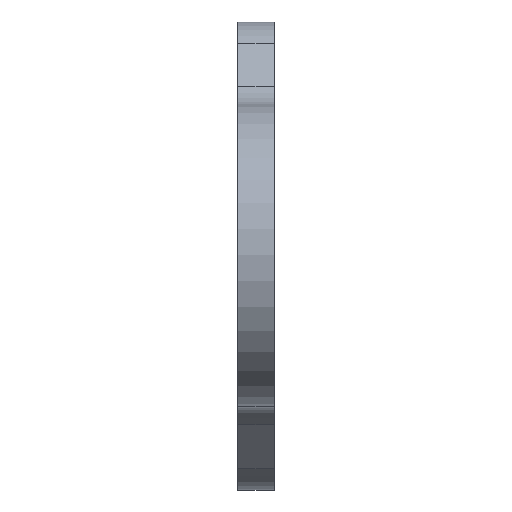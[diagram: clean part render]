
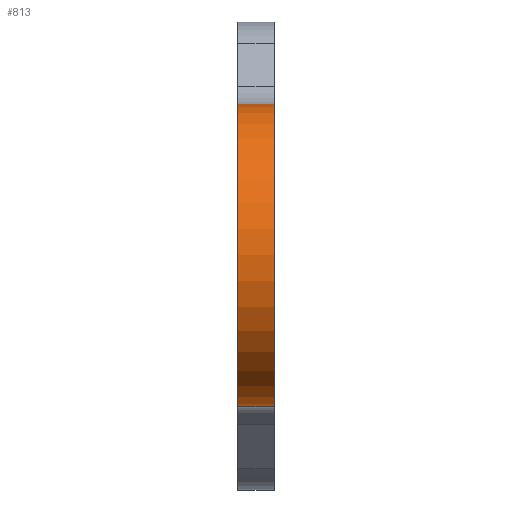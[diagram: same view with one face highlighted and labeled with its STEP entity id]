
A CAD part, top view. The second image highlights one B-rep face of the part: STEP entity #813.
In plain terms, the highlighted cylindrical face has radius 25 mm (diameter 50 mm), a partial arc.
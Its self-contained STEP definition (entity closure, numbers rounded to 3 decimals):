
#30=CYLINDRICAL_SURFACE('',#900,25.);
#40=CIRCLE('',#838,25.);
#56=CIRCLE('',#856,25.);
#105=FACE_OUTER_BOUND('',#148,.T.);
#148=EDGE_LOOP('',(#744,#745,#746,#747));
#229=LINE('',#1358,#314);
#230=LINE('',#1360,#315);
#314=VECTOR('',#1113,10.);
#315=VECTOR('',#1116,10.);
#343=VERTEX_POINT('',#1187);
#344=VERTEX_POINT('',#1189);
#377=VERTEX_POINT('',#1259);
#378=VERTEX_POINT('',#1261);
#423=EDGE_CURVE('',#343,#344,#40,.T.);
#459=EDGE_CURVE('',#378,#377,#56,.T.);
#509=EDGE_CURVE('',#377,#344,#229,.T.);
#510=EDGE_CURVE('',#378,#343,#230,.T.);
#744=ORIENTED_EDGE('',*,*,#459,.T.);
#745=ORIENTED_EDGE('',*,*,#509,.T.);
#746=ORIENTED_EDGE('',*,*,#423,.F.);
#747=ORIENTED_EDGE('',*,*,#510,.F.);
#813=ADVANCED_FACE('',(#105),#30,.T.);
#838=AXIS2_PLACEMENT_3D('',#1190,#942,#943);
#856=AXIS2_PLACEMENT_3D('',#1262,#998,#999);
#900=AXIS2_PLACEMENT_3D('',#1370,#1132,#1133);
#942=DIRECTION('center_axis',(1.,0.,0.));
#943=DIRECTION('ref_axis',(0.,1.,0.));
#998=DIRECTION('center_axis',(1.,0.,0.));
#999=DIRECTION('ref_axis',(0.,1.,0.));
#1113=DIRECTION('',(1.,0.,0.));
#1116=DIRECTION('',(1.,0.,0.));
#1132=DIRECTION('center_axis',(1.,0.,0.));
#1133=DIRECTION('ref_axis',(0.,1.,0.));
#1187=CARTESIAN_POINT('',(6.,25.,0.));
#1189=CARTESIAN_POINT('',(6.,-25.,0.));
#1190=CARTESIAN_POINT('Origin',(6.,0.,0.));
#1259=CARTESIAN_POINT('',(0.,-25.,0.));
#1261=CARTESIAN_POINT('',(0.,25.,0.));
#1262=CARTESIAN_POINT('Origin',(0.,0.,0.));
#1358=CARTESIAN_POINT('',(0.,-25.,0.));
#1360=CARTESIAN_POINT('',(0.,25.,0.));
#1370=CARTESIAN_POINT('Origin',(0.,0.,0.));
